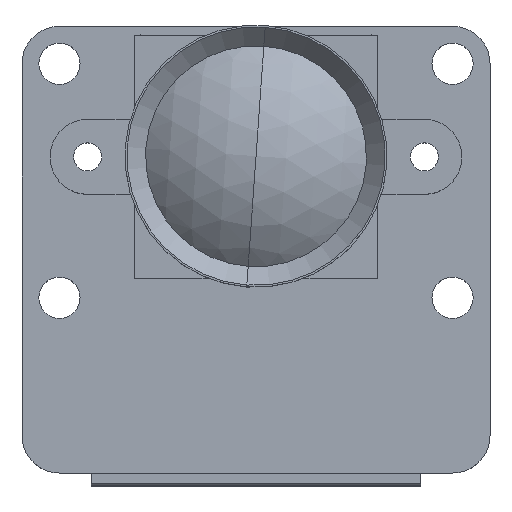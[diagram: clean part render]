
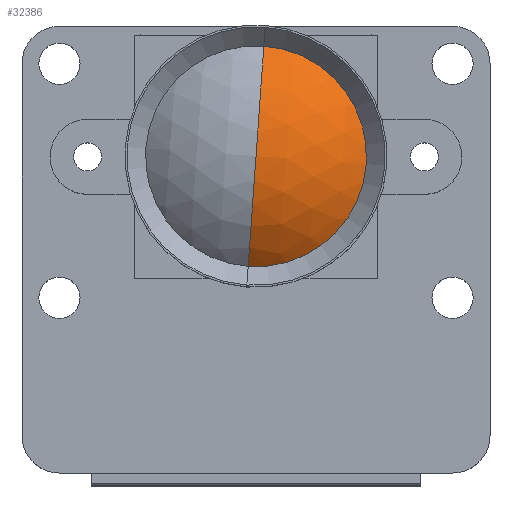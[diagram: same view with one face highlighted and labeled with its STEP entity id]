
A CAD part, top view. The second image highlights one B-rep face of the part: STEP entity #32386.
In plain terms, the highlighted spherical face has radius 8.717 mm.
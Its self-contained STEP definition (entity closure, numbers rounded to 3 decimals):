
#986 = CIRCLE ( 'NONE', #13996, 5.9 ) ;
#1118 = DIRECTION ( 'NONE',  ( -0.997, 0.071, 0. ) ) ;
#8085 = CARTESIAN_POINT ( 'NONE',  ( -0.419, -5.885, 22.618 ) ) ;
#12103 = DIRECTION ( 'NONE',  ( 0.071, 0.997, 0. ) ) ;
#13996 = AXIS2_PLACEMENT_3D ( 'NONE', #113879, #62566, #94043 ) ;
#16132 = EDGE_LOOP ( 'NONE', ( #39426, #69801, #60035 ) ) ;
#20171 = CARTESIAN_POINT ( 'NONE',  ( 0.419, 5.885, 22.618 ) ) ;
#21534 = DIRECTION ( 'NONE',  ( 0.071, 0.997, 0. ) ) ;
#31874 = CARTESIAN_POINT ( 'NONE',  ( 0., 0., 16.2 ) ) ;
#31927 = EDGE_CURVE ( 'NONE', #113159, #33341, #88133, .T. ) ;
#32386 = ADVANCED_FACE ( 'NONE', ( #85883 ), #106402, .T. ) ;
#33341 = VERTEX_POINT ( 'NONE', #79624 ) ;
#35163 = VERTEX_POINT ( 'NONE', #20171 ) ;
#39426 = ORIENTED_EDGE ( 'NONE', *, *, #31927, .F. ) ;
#44685 = EDGE_CURVE ( 'NONE', #113159, #35163, #986, .T. ) ;
#45457 = EDGE_CURVE ( 'NONE', #35163, #33341, #99276, .T. ) ;
#60035 = ORIENTED_EDGE ( 'NONE', *, *, #45457, .T. ) ;
#62566 = DIRECTION ( 'NONE',  ( 0., 0., 1. ) ) ;
#64097 = CARTESIAN_POINT ( 'NONE',  ( 0., 0., 16.2 ) ) ;
#69801 = ORIENTED_EDGE ( 'NONE', *, *, #44685, .T. ) ;
#75275 = AXIS2_PLACEMENT_3D ( 'NONE', #64097, #105852, #12103 ) ;
#77213 = AXIS2_PLACEMENT_3D ( 'NONE', #126753, #82997, #95966 ) ;
#79624 = CARTESIAN_POINT ( 'NONE',  ( 0., 0., 24.918 ) ) ;
#82997 = DIRECTION ( 'NONE',  ( -0.997, 0.071, 0. ) ) ;
#85883 = FACE_OUTER_BOUND ( 'NONE', #16132, .T. ) ;
#88133 = CIRCLE ( 'NONE', #77213, 8.717 ) ;
#92612 = AXIS2_PLACEMENT_3D ( 'NONE', #31874, #1118, #21534 ) ;
#94043 = DIRECTION ( 'NONE',  ( -0.071, -0.997, 0. ) ) ;
#95966 = DIRECTION ( 'NONE',  ( -0.071, -0.997, 0. ) ) ;
#99276 = CIRCLE ( 'NONE', #75275, 8.717 ) ;
#105852 = DIRECTION ( 'NONE',  ( 0.997, -0.071, 0. ) ) ;
#106402 = SPHERICAL_SURFACE ( 'NONE', #92612, 8.717 ) ;
#113159 = VERTEX_POINT ( 'NONE', #8085 ) ;
#113879 = CARTESIAN_POINT ( 'NONE',  ( 0., 0., 22.618 ) ) ;
#126753 = CARTESIAN_POINT ( 'NONE',  ( 0., 0., 16.2 ) ) ;
